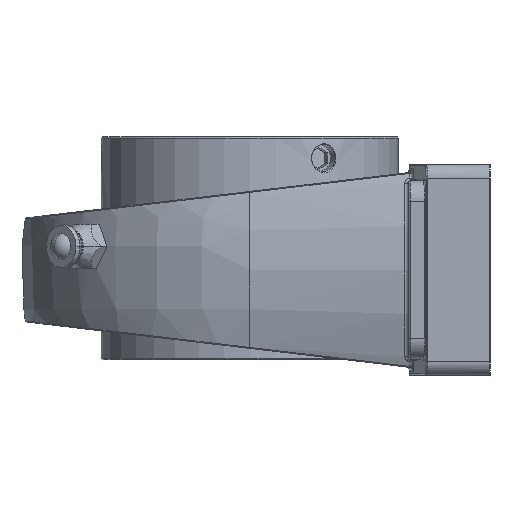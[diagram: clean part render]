
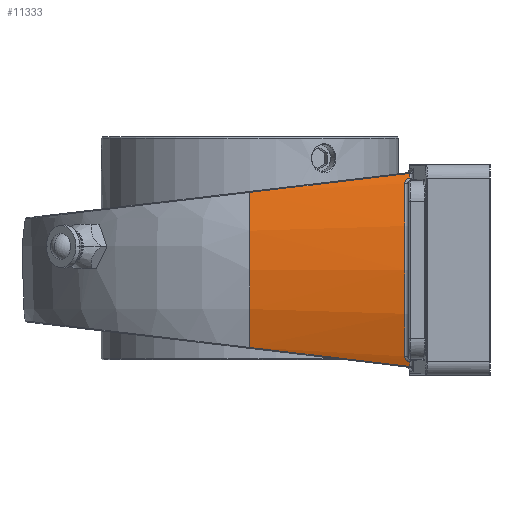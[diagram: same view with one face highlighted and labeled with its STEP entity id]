
A CAD part, left-side view. The second image highlights one B-rep face of the part: STEP entity #11333.
In plain terms, the highlighted cylindrical face has radius 96.8 mm (diameter 193.6 mm), a partial arc.
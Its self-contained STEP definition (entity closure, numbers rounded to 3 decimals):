
#760 = ORIENTED_EDGE ( 'NONE', *, *, #865, .T. ) ;
#821 = VERTEX_POINT ( 'NONE', #3534 ) ;
#863 = VERTEX_POINT ( 'NONE', #3598 ) ;
#865 = EDGE_CURVE ( 'NONE', #821, #863, #3629, .T. ) ;
#3534 = CARTESIAN_POINT ( 'NONE',  ( -80.756, 88.9, -28.673 ) ) ;
#3598 = CARTESIAN_POINT ( 'NONE',  ( -78.274, 29.779, -35.707 ) ) ;
#3624 = CARTESIAN_POINT ( 'NONE',  ( -78.274, 29.779, -35.707 ) ) ;
#3625 = CARTESIAN_POINT ( 'NONE',  ( -79.191, 49.213, -33.395 ) ) ;
#3626 = CARTESIAN_POINT ( 'NONE',  ( -80.019, 68.93, -31.049 ) ) ;
#3627 = CARTESIAN_POINT ( 'NONE',  ( -80.756, 88.9, -28.673 ) ) ;
#3629 =( BOUNDED_CURVE ( )  B_SPLINE_CURVE ( 3, ( #3627, #3626, #3625, #3624 ),
 .UNSPECIFIED., .F., .T. ) 
 B_SPLINE_CURVE_WITH_KNOTS ( ( 4, 4 ),
 ( 1.872, 1.949 ),
 .UNSPECIFIED. ) 
 CURVE ( )  GEOMETRIC_REPRESENTATION_ITEM ( )  RATIONAL_B_SPLINE_CURVE ( ( 1., 1., 1., 1. ) ) 
 REPRESENTATION_ITEM ( '' )  );
#6592 = CARTESIAN_POINT ( 'NONE',  ( -78.947, 29.731, 33.96 ) ) ;
#8305 = CARTESIAN_POINT ( 'NONE',  ( -78.274, 29.779, 35.707 ) ) ;
#8438 = VERTEX_POINT ( 'NONE', #6592 ) ;
#9839 = ORIENTED_EDGE ( 'NONE', *, *, #14196, .T. ) ;
#10073 = CARTESIAN_POINT ( 'NONE',  ( -79.656, 31.5, 32.004 ) ) ;
#10077 = DIRECTION ( 'NONE',  ( 0., 0., 1. ) ) ;
#10078 = DIRECTION ( 'NONE',  ( 0., 1., 0. ) ) ;
#10080 = CIRCLE ( 'NONE', #10084, 96.8 ) ;
#10084 = AXIS2_PLACEMENT_3D ( 'NONE', #10090, #10078, #10077 ) ;
#10090 = CARTESIAN_POINT ( 'NONE',  ( 11.7, 31.5, 0. ) ) ;
#10098 = CARTESIAN_POINT ( 'NONE',  ( -79.492, 31.447, -32.47 ) ) ;
#10099 = CARTESIAN_POINT ( 'NONE',  ( -79.451, 31.415, -32.585 ) ) ;
#10100 = CARTESIAN_POINT ( 'NONE',  ( -79.372, 31.331, -32.805 ) ) ;
#10101 = CARTESIAN_POINT ( 'NONE',  ( -79.334, 31.28, -32.911 ) ) ;
#10102 = CARTESIAN_POINT ( 'NONE',  ( -79.26, 31.157, -33.114 ) ) ;
#10103 = CARTESIAN_POINT ( 'NONE',  ( -79.224, 31.085, -33.211 ) ) ;
#10104 = CARTESIAN_POINT ( 'NONE',  ( -79.126, 30.847, -33.479 ) ) ;
#10105 = CARTESIAN_POINT ( 'NONE',  ( -79.07, 30.652, -33.632 ) ) ;
#10106 = CARTESIAN_POINT ( 'NONE',  ( -78.986, 30.219, -33.858 ) ) ;
#10109 = CARTESIAN_POINT ( 'NONE',  ( -78.958, 29.977, -33.932 ) ) ;
#10110 = CARTESIAN_POINT ( 'NONE',  ( -78.947, 29.731, -33.96 ) ) ;
#10112 = B_SPLINE_CURVE_WITH_KNOTS ( 'NONE', 3,
 ( #10110, #10109, #10106, #10105, #10104, #10103, #10102, #10101, #10100, #10099, #10098, #10146, #10145, #10144 ),
 .UNSPECIFIED., .F., .F.,
 ( 4, 2, 2, 2, 2, 2, 4 ),
 ( 0., 0.001, 0.002, 0.002, 0.002, 0.003, 0.003 ),
 .UNSPECIFIED. ) ;
#10124 = CARTESIAN_POINT ( 'NONE',  ( -78.947, 29.731, -33.96 ) ) ;
#10125 = CARTESIAN_POINT ( 'NONE',  ( -78.728, 29.746, -34.545 ) ) ;
#10126 = CARTESIAN_POINT ( 'NONE',  ( -78.504, 29.762, -35.127 ) ) ;
#10127 = CARTESIAN_POINT ( 'NONE',  ( -78.274, 29.779, -35.707 ) ) ;
#10129 =( BOUNDED_CURVE ( )  B_SPLINE_CURVE ( 3, ( #10127, #10126, #10125, #10124 ),
 .UNSPECIFIED., .F., .T. ) 
 B_SPLINE_CURVE_WITH_KNOTS ( ( 4, 4 ),
 ( 2.764, 2.783 ),
 .UNSPECIFIED. ) 
 CURVE ( )  GEOMETRIC_REPRESENTATION_ITEM ( )  RATIONAL_B_SPLINE_CURVE ( ( 1., 1., 1., 1. ) ) 
 REPRESENTATION_ITEM ( '' )  );
#10130 = CARTESIAN_POINT ( 'NONE',  ( -78.947, 29.731, 33.96 ) ) ;
#10131 = CARTESIAN_POINT ( 'NONE',  ( -78.958, 29.98, 33.932 ) ) ;
#10132 = CARTESIAN_POINT ( 'NONE',  ( -78.985, 30.217, 33.859 ) ) ;
#10133 = CARTESIAN_POINT ( 'NONE',  ( -79.07, 30.655, 33.63 ) ) ;
#10134 = CARTESIAN_POINT ( 'NONE',  ( -79.126, 30.846, 33.481 ) ) ;
#10135 = CARTESIAN_POINT ( 'NONE',  ( -79.258, 31.167, 33.118 ) ) ;
#10136 = CARTESIAN_POINT ( 'NONE',  ( -79.332, 31.289, 32.916 ) ) ;
#10137 = CARTESIAN_POINT ( 'NONE',  ( -79.492, 31.458, 32.471 ) ) ;
#10138 = CARTESIAN_POINT ( 'NONE',  ( -79.573, 31.5, 32.241 ) ) ;
#10139 = CARTESIAN_POINT ( 'NONE',  ( -79.656, 31.5, 32.004 ) ) ;
#10141 = B_SPLINE_CURVE_WITH_KNOTS ( 'NONE', 3,
 ( #10139, #10138, #10137, #10136, #10135, #10134, #10133, #10132, #10131, #10130 ),
 .UNSPECIFIED., .F., .F.,
 ( 4, 2, 2, 2, 4 ),
 ( 0., 0.001, 0.001, 0.002, 0.003 ),
 .UNSPECIFIED. ) ;
#10144 = CARTESIAN_POINT ( 'NONE',  ( -79.656, 31.5, -32.004 ) ) ;
#10145 = CARTESIAN_POINT ( 'NONE',  ( -79.615, 31.5, -32.122 ) ) ;
#10146 = CARTESIAN_POINT ( 'NONE',  ( -79.574, 31.489, -32.239 ) ) ;
#10161 =( BOUNDED_CURVE ( )  B_SPLINE_CURVE ( 3, ( #13558, #13557, #13556, #13555 ),
 .UNSPECIFIED., .F., .T. ) 
 B_SPLINE_CURVE_WITH_KNOTS ( ( 4, 4 ),
 ( 4.335, 4.412 ),
 .UNSPECIFIED. ) 
 CURVE ( )  GEOMETRIC_REPRESENTATION_ITEM ( )  RATIONAL_B_SPLINE_CURVE ( ( 1., 1., 1., 1. ) ) 
 REPRESENTATION_ITEM ( '' )  );
#10992 = VERTEX_POINT ( 'NONE', #12791 ) ;
#11006 = ORIENTED_EDGE ( 'NONE', *, *, #14284, .T. ) ;
#11028 = ORIENTED_EDGE ( 'NONE', *, *, #14186, .T. ) ;
#11122 = VERTEX_POINT ( 'NONE', #12918 ) ;
#11179 = ORIENTED_EDGE ( 'NONE', *, *, #14252, .T. ) ;
#11333 = ADVANCED_FACE ( 'NONE', ( #13245 ), #13181, .T. ) ;
#11387 = VERTEX_POINT ( 'NONE', #8305 ) ;
#11435 = EDGE_LOOP ( 'NONE', ( #760, #9839, #11028, #14155, #14180, #11179, #11006, #14288 ) ) ;
#12791 = CARTESIAN_POINT ( 'NONE',  ( -78.947, 29.731, -33.96 ) ) ;
#12918 = CARTESIAN_POINT ( 'NONE',  ( -79.656, 31.5, -32.004 ) ) ;
#13181 = CYLINDRICAL_SURFACE ( 'NONE', #13241, 96.8 ) ;
#13229 = DIRECTION ( 'NONE',  ( 0., 1., 0. ) ) ;
#13233 = DIRECTION ( 'NONE',  ( 0., 0., 1. ) ) ;
#13240 = CARTESIAN_POINT ( 'NONE',  ( 11.7, -48.541, 0. ) ) ;
#13241 = AXIS2_PLACEMENT_3D ( 'NONE', #13240, #13229, #13233 ) ;
#13245 = FACE_OUTER_BOUND ( 'NONE', #11435, .T. ) ;
#13389 = CARTESIAN_POINT ( 'NONE',  ( -78.274, 29.779, 35.707 ) ) ;
#13390 = CARTESIAN_POINT ( 'NONE',  ( -78.504, 29.762, 35.127 ) ) ;
#13391 = CARTESIAN_POINT ( 'NONE',  ( -78.728, 29.746, 34.545 ) ) ;
#13392 = CARTESIAN_POINT ( 'NONE',  ( -78.947, 29.731, 33.96 ) ) ;
#13396 =( BOUNDED_CURVE ( )  B_SPLINE_CURVE ( 3, ( #13392, #13391, #13390, #13389 ),
 .UNSPECIFIED., .F., .T. ) 
 B_SPLINE_CURVE_WITH_KNOTS ( ( 4, 4 ),
 ( 3.5, 3.519 ),
 .UNSPECIFIED. ) 
 CURVE ( )  GEOMETRIC_REPRESENTATION_ITEM ( )  RATIONAL_B_SPLINE_CURVE ( ( 1., 1., 1., 1. ) ) 
 REPRESENTATION_ITEM ( '' )  );
#13534 = DIRECTION ( 'NONE',  ( 0., 0., -1. ) ) ;
#13535 = DIRECTION ( 'NONE',  ( 0., -1., 0. ) ) ;
#13536 = CARTESIAN_POINT ( 'NONE',  ( 11.7, 88.9, 0. ) ) ;
#13537 = AXIS2_PLACEMENT_3D ( 'NONE', #13536, #13535, #13534 ) ;
#13546 = CIRCLE ( 'NONE', #13537, 96.8 ) ;
#13550 = CARTESIAN_POINT ( 'NONE',  ( -80.756, 88.9, 28.673 ) ) ;
#13555 = CARTESIAN_POINT ( 'NONE',  ( -80.756, 88.9, 28.673 ) ) ;
#13556 = CARTESIAN_POINT ( 'NONE',  ( -80.019, 68.93, 31.049 ) ) ;
#13557 = CARTESIAN_POINT ( 'NONE',  ( -79.191, 49.213, 33.395 ) ) ;
#13558 = CARTESIAN_POINT ( 'NONE',  ( -78.274, 29.779, 35.707 ) ) ;
#14155 = ORIENTED_EDGE ( 'NONE', *, *, #14176, .T. ) ;
#14176 = EDGE_CURVE ( 'NONE', #11122, #14181, #10080, .T. ) ;
#14180 = ORIENTED_EDGE ( 'NONE', *, *, #14194, .T. ) ;
#14181 = VERTEX_POINT ( 'NONE', #10073 ) ;
#14186 = EDGE_CURVE ( 'NONE', #10992, #11122, #10112, .T. ) ;
#14194 = EDGE_CURVE ( 'NONE', #14181, #8438, #10141, .T. ) ;
#14196 = EDGE_CURVE ( 'NONE', #863, #10992, #10129, .T. ) ;
#14252 = EDGE_CURVE ( 'NONE', #8438, #11387, #13396, .T. ) ;
#14284 = EDGE_CURVE ( 'NONE', #11387, #14287, #10161, .T. ) ;
#14287 = VERTEX_POINT ( 'NONE', #13550 ) ;
#14288 = ORIENTED_EDGE ( 'NONE', *, *, #14291, .T. ) ;
#14291 = EDGE_CURVE ( 'NONE', #14287, #821, #13546, .T. ) ;
